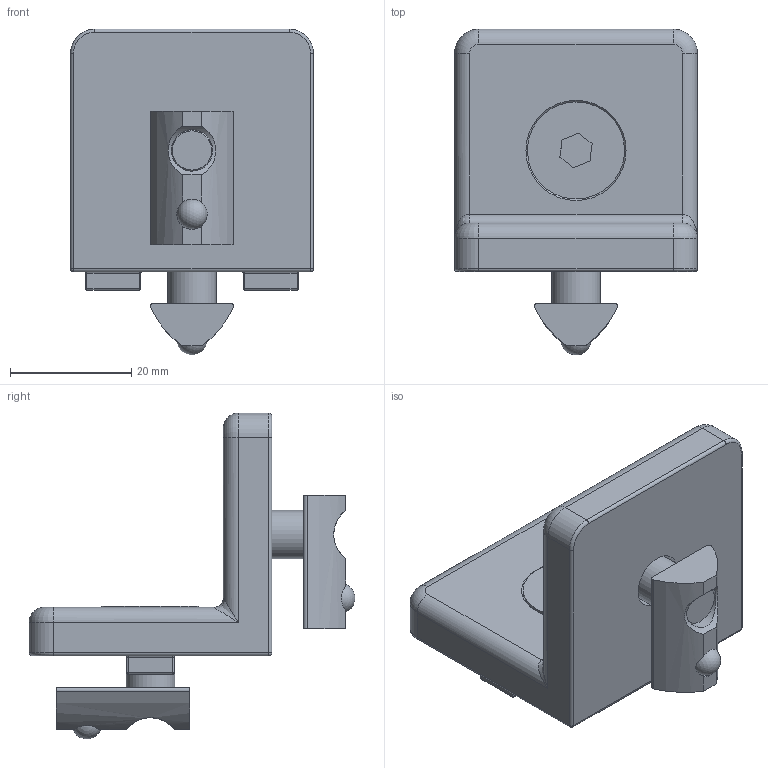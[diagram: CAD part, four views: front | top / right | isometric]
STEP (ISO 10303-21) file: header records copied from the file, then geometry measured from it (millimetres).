
FILE_DESCRIPTION (( 'STEP AP214' ), '1' );
FILE_NAME ('093wi40n08s01.STEP', '2015-05-18T12:16:05', ( 'Admin' ), ( 'Hewlett-Packard Company' ), 'SwSTEP 2.0', 'SolidWorks 2014', '' );
FILE_SCHEMA (( 'AUTOMOTIVE_DESIGN' ));
Length unit declared in the file: millimetre
Products named in the file (4): 4din7991m0818m_Standard; 093wi40n08_093wk4040n08; 093wi40n08s01; 096003_096 008
Assembly tree (5 placements, depth 2):
  093wi40n08s01
    093wi40n08_093wk4040n08
    096003_096 008  x2
    4din7991m0818m_Standard  x2
Bounding box: 40 x 53.68 x 53.68 mm (x, y, z)
Volume: 26233.1 mm3; surface area: 11409.8 mm2
Topology: 7 solids, 7 shells, 152 faces, 348 edges, 198 vertices
Faces by surface type: cylinder 62, plane 50, torus 16, sphere 12, cone 10, bspline 2
Full cylindrical faces by diameter (mm): 5.002 x2, 6.8 x2, 8 x2, 9 x2, 16 x2
Entity records: 3608 total; most frequent: CARTESIAN_POINT 785, DIRECTION 616, ORIENTED_EDGE 496, AXIS2_PLACEMENT_3D 249, EDGE_CURVE 248, VERTEX_POINT 148, EDGE_LOOP 142, FACE_OUTER_BOUND 127
